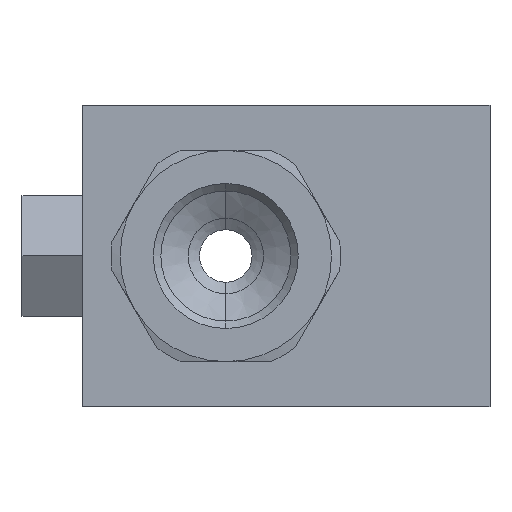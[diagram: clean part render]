
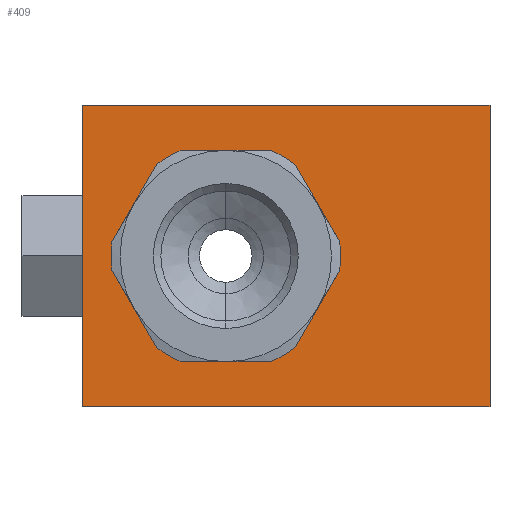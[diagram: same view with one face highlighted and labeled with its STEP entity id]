
A CAD part, left-side view. The second image highlights one B-rep face of the part: STEP entity #409.
In plain terms, the highlighted planar face has unit normal (-1, 0, 0).
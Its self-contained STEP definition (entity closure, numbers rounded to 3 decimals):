
#409=ADVANCED_FACE('',(#891,#892),#893,.F.);
#891=FACE_BOUND('',#1426,.T.);
#892=FACE_OUTER_BOUND('',#1427,.T.);
#893=PLANE('',#1428);
#1426=EDGE_LOOP('',(#3880,#3881));
#1427=EDGE_LOOP('',(#3882,#3883,#3884,#3885));
#1428=AXIS2_PLACEMENT_3D('',#3886,#3887,#3888);
#3880=ORIENTED_EDGE('',*,*,#4728,.F.);
#3881=ORIENTED_EDGE('',*,*,#4673,.F.);
#3882=ORIENTED_EDGE('',*,*,#4690,.T.);
#3883=ORIENTED_EDGE('',*,*,#4721,.F.);
#3884=ORIENTED_EDGE('',*,*,#4729,.F.);
#3885=ORIENTED_EDGE('',*,*,#4730,.F.);
#3886=CARTESIAN_POINT('',(-15.6,0.,-20.0));
#3887=DIRECTION('',(1.0,0.,0.0));
#3888=DIRECTION('',(0.0,0.0,-1.0));
#4673=EDGE_CURVE('',#5368,#5370,#5371,.T.);
#4690=EDGE_CURVE('',#5403,#5401,#5404,.T.);
#4721=EDGE_CURVE('',#5459,#5401,#5461,.T.);
#4728=EDGE_CURVE('',#5370,#5368,#5469,.T.);
#4729=EDGE_CURVE('',#5470,#5459,#5471,.T.);
#4730=EDGE_CURVE('',#5403,#5470,#5472,.T.);
#5368=VERTEX_POINT('',#6397);
#5370=VERTEX_POINT('',#6400);
#5371=CIRCLE('',#6401,4.25);
#5401=VERTEX_POINT('',#6521);
#5403=VERTEX_POINT('',#6524);
#5404=LINE('',#6525,#6526);
#5459=VERTEX_POINT('',#6748);
#5461=LINE('',#6751,#6752);
#5469=CIRCLE('',#6762,4.25);
#5470=VERTEX_POINT('',#6763);
#5471=LINE('',#6764,#6765);
#5472=LINE('',#6766,#6767);
#6397=CARTESIAN_POINT('',(-15.6,7.5,-14.25));
#6400=CARTESIAN_POINT('',(-15.6,7.5,-5.75));
#6401=AXIS2_PLACEMENT_3D('',#7930,#7931,#7932);
#6521=CARTESIAN_POINT('',(-15.6,17.0,0.0));
#6524=CARTESIAN_POINT('',(-15.6,-10.0,0.0));
#6525=CARTESIAN_POINT('',(-15.6,0.,0.0));
#6526=VECTOR('',#7944,1000.0);
#6748=CARTESIAN_POINT('',(-15.6,17.0,-20.0));
#6751=CARTESIAN_POINT('',(-15.6,17.0,-20.0));
#6752=VECTOR('',#7969,1000.0);
#6762=AXIS2_PLACEMENT_3D('',#7978,#7979,#7980);
#6763=CARTESIAN_POINT('',(-15.6,-10.0,-20.0));
#6764=CARTESIAN_POINT('',(-15.6,0.,-20.0));
#6765=VECTOR('',#7981,1000.0);
#6766=CARTESIAN_POINT('',(-15.6,-10.0,0.0));
#6767=VECTOR('',#7982,1000.0);
#7930=CARTESIAN_POINT('',(-15.6,7.5,-10.0));
#7931=DIRECTION('',(-1.0,0.,0.0));
#7932=DIRECTION('',(0.0,0.0,1.0));
#7944=DIRECTION('',(0.0,1.0,0.0));
#7969=DIRECTION('',(0.0,0.0,1.0));
#7978=CARTESIAN_POINT('',(-15.6,7.5,-10.0));
#7979=DIRECTION('',(-1.0,0.,0.0));
#7980=DIRECTION('',(0.0,0.0,1.0));
#7981=DIRECTION('',(0.0,1.0,0.0));
#7982=DIRECTION('',(0.0,0.0,-1.0));
